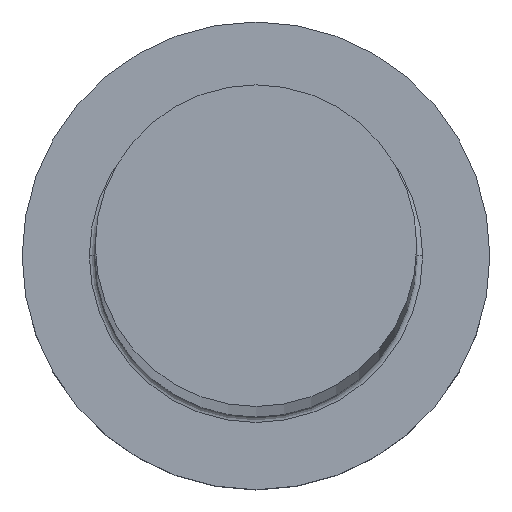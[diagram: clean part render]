
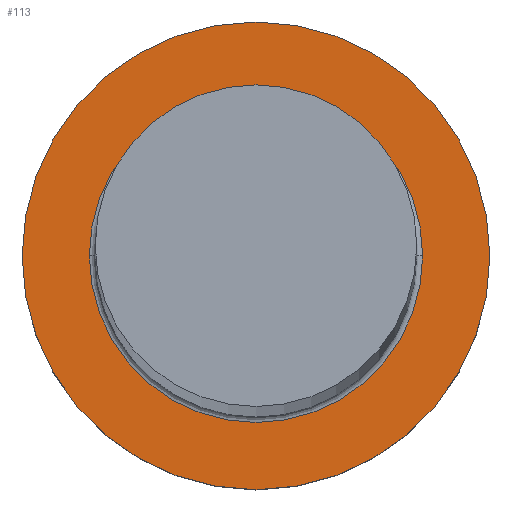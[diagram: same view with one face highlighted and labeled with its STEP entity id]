
A CAD part, top view. The second image highlights one B-rep face of the part: STEP entity #113.
In plain terms, the highlighted planar face has unit normal (0, 0, 1).
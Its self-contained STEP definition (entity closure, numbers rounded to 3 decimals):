
#1 = DIRECTION ( 'NONE',  ( 1., 0., 0. ) ) ;
#7 = EDGE_CURVE ( 'NONE', #150, #260, #274, .T. ) ;
#16 = AXIS2_PLACEMENT_3D ( 'NONE', #107, #157, #249 ) ;
#17 = AXIS2_PLACEMENT_3D ( 'NONE', #259, #47, #1 ) ;
#22 = CARTESIAN_POINT ( 'NONE',  ( 0., 0., 5. ) ) ;
#35 = EDGE_CURVE ( 'NONE', #260, #150, #85, .T. ) ;
#36 = ORIENTED_EDGE ( 'NONE', *, *, #35, .T. ) ;
#42 = CIRCLE ( 'NONE', #159, 5.7 ) ;
#47 = DIRECTION ( 'NONE',  ( 0., 0., -1. ) ) ;
#49 = EDGE_CURVE ( 'NONE', #292, #152, #42, .T. ) ;
#69 = DIRECTION ( 'NONE',  ( 1., 0., 0. ) ) ;
#84 = DIRECTION ( 'NONE',  ( 1., 0., 0. ) ) ;
#85 = CIRCLE ( 'NONE', #290, 8. ) ;
#95 = FACE_OUTER_BOUND ( 'NONE', #222, .T. ) ;
#107 = CARTESIAN_POINT ( 'NONE',  ( 0., 0., 5. ) ) ;
#113 = ADVANCED_FACE ( 'NONE', ( #138, #95 ), #189, .T. ) ;
#126 = ORIENTED_EDGE ( 'NONE', *, *, #7, .T. ) ;
#129 = CARTESIAN_POINT ( 'NONE',  ( 0., 0., 5. ) ) ;
#138 = FACE_BOUND ( 'NONE', #148, .T. ) ;
#148 = EDGE_LOOP ( 'NONE', ( #168, #293 ) ) ;
#150 = VERTEX_POINT ( 'NONE', #188 ) ;
#152 = VERTEX_POINT ( 'NONE', #253 ) ;
#157 = DIRECTION ( 'NONE',  ( 0., 0., 1. ) ) ;
#159 = AXIS2_PLACEMENT_3D ( 'NONE', #230, #205, #84 ) ;
#168 = ORIENTED_EDGE ( 'NONE', *, *, #182, .T. ) ;
#182 = EDGE_CURVE ( 'NONE', #152, #292, #194, .T. ) ;
#188 = CARTESIAN_POINT ( 'NONE',  ( 8., 0., 5. ) ) ;
#189 = PLANE ( 'NONE',  #243 ) ;
#194 = CIRCLE ( 'NONE', #17, 5.7 ) ;
#205 = DIRECTION ( 'NONE',  ( 0., 0., -1. ) ) ;
#222 = EDGE_LOOP ( 'NONE', ( #36, #126 ) ) ;
#230 = CARTESIAN_POINT ( 'NONE',  ( 0., 0., 5. ) ) ;
#237 = DIRECTION ( 'NONE',  ( 0., 0., 1. ) ) ;
#243 = AXIS2_PLACEMENT_3D ( 'NONE', #22, #237, #69 ) ;
#246 = CARTESIAN_POINT ( 'NONE',  ( -5.7, 0., 5. ) ) ;
#249 = DIRECTION ( 'NONE',  ( 1., 0., 0. ) ) ;
#251 = DIRECTION ( 'NONE',  ( 0., 0., 1. ) ) ;
#253 = CARTESIAN_POINT ( 'NONE',  ( 5.7, 0., 5. ) ) ;
#259 = CARTESIAN_POINT ( 'NONE',  ( 0., 0., 5. ) ) ;
#260 = VERTEX_POINT ( 'NONE', #282 ) ;
#274 = CIRCLE ( 'NONE', #16, 8. ) ;
#282 = CARTESIAN_POINT ( 'NONE',  ( -8., 0., 5. ) ) ;
#290 = AXIS2_PLACEMENT_3D ( 'NONE', #129, #251, #300 ) ;
#292 = VERTEX_POINT ( 'NONE', #246 ) ;
#293 = ORIENTED_EDGE ( 'NONE', *, *, #49, .T. ) ;
#300 = DIRECTION ( 'NONE',  ( 1., 0., 0. ) ) ;
